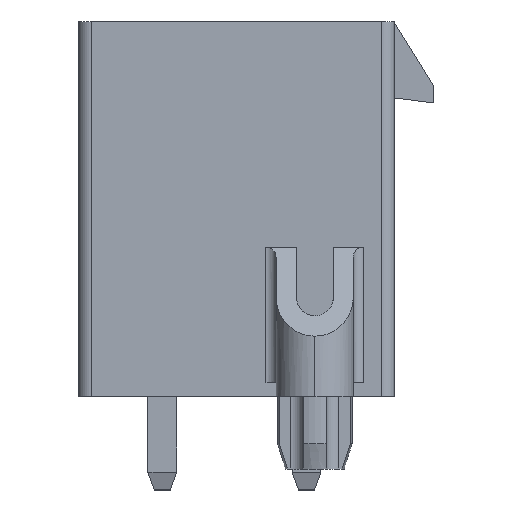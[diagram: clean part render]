
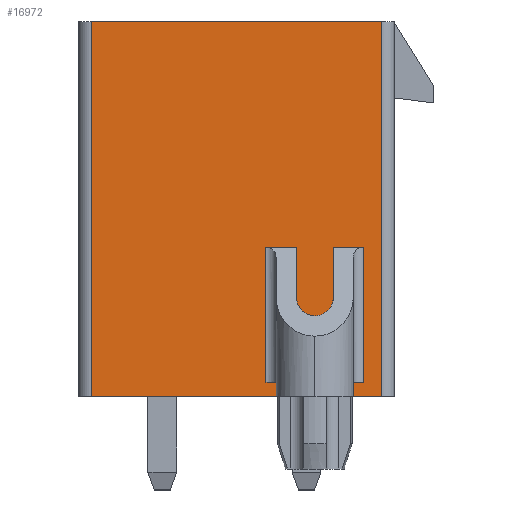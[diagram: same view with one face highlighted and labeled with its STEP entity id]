
A CAD part, left-side view. The second image highlights one B-rep face of the part: STEP entity #16972.
In plain terms, the highlighted face is planar.
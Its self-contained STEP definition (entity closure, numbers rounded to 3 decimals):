
#136=LINE('',#21640,#1716);
#142=LINE('',#21656,#1722);
#150=LINE('',#21681,#1730);
#157=LINE('',#21701,#1737);
#191=LINE('',#21851,#1771);
#196=LINE('',#21865,#1776);
#198=LINE('',#21869,#1778);
#202=LINE('',#21886,#1782);
#205=LINE('',#21895,#1785);
#499=LINE('',#22630,#2079);
#502=LINE('',#22643,#2082);
#604=LINE('',#22844,#2184);
#605=LINE('',#22845,#2185);
#606=LINE('',#22846,#2186);
#607=LINE('',#22847,#2187);
#608=LINE('',#22848,#2188);
#1716=VECTOR('',#18343,1000.);
#1722=VECTOR('',#18355,1000.);
#1730=VECTOR('',#18379,1000.);
#1737=VECTOR('',#18400,1000.);
#1771=VECTOR('',#18518,1000.);
#1776=VECTOR('',#18531,1000.);
#1778=VECTOR('',#18535,1000.);
#1782=VECTOR('',#18553,1000.);
#1785=VECTOR('',#18560,1000.);
#2079=VECTOR('',#19188,1000.);
#2082=VECTOR('',#19199,1000.);
#2184=VECTOR('',#19375,1000.);
#2185=VECTOR('',#19376,1000.);
#2186=VECTOR('',#19377,1000.);
#2187=VECTOR('',#19378,1000.);
#2188=VECTOR('',#19379,1000.);
#4163=ORIENTED_EDGE('',*,*,#6931,.F.);
#4164=ORIENTED_EDGE('',*,*,#7390,.T.);
#4165=ORIENTED_EDGE('',*,*,#6837,.T.);
#4166=ORIENTED_EDGE('',*,*,#6847,.T.);
#4167=ORIENTED_EDGE('',*,*,#7391,.T.);
#4168=ORIENTED_EDGE('',*,*,#7288,.T.);
#4169=ORIENTED_EDGE('',*,*,#7392,.F.);
#4170=ORIENTED_EDGE('',*,*,#7282,.F.);
#4171=ORIENTED_EDGE('',*,*,#7393,.T.);
#4172=ORIENTED_EDGE('',*,*,#6825,.F.);
#4173=ORIENTED_EDGE('',*,*,#6817,.T.);
#4174=ORIENTED_EDGE('',*,*,#7394,.F.);
#4175=ORIENTED_EDGE('',*,*,#6926,.F.);
#4176=ORIENTED_EDGE('',*,*,#6916,.F.);
#4177=ORIENTED_EDGE('',*,*,#6909,.F.);
#4178=ORIENTED_EDGE('',*,*,#6918,.T.);
#6817=EDGE_CURVE('',#8578,#8576,#136,.T.);
#6825=EDGE_CURVE('',#8578,#8584,#142,.T.);
#6837=EDGE_CURVE('',#8594,#8593,#150,.T.);
#6847=EDGE_CURVE('',#8593,#8599,#157,.T.);
#6909=EDGE_CURVE('',#8641,#8642,#191,.T.);
#6916=EDGE_CURVE('',#8642,#8646,#196,.T.);
#6918=EDGE_CURVE('',#8641,#8647,#198,.T.);
#6926=EDGE_CURVE('',#8646,#8654,#202,.T.);
#6931=EDGE_CURVE('',#8657,#8647,#205,.T.);
#7282=EDGE_CURVE('',#8899,#8900,#499,.T.);
#7288=EDGE_CURVE('',#8902,#8905,#502,.T.);
#7390=EDGE_CURVE('',#8657,#8594,#604,.T.);
#7391=EDGE_CURVE('',#8599,#8902,#605,.T.);
#7392=EDGE_CURVE('',#8900,#8905,#606,.T.);
#7393=EDGE_CURVE('',#8899,#8584,#607,.T.);
#7394=EDGE_CURVE('',#8654,#8576,#608,.T.);
#8576=VERTEX_POINT('',#21638);
#8578=VERTEX_POINT('',#21641);
#8584=VERTEX_POINT('',#21654);
#8593=VERTEX_POINT('',#21680);
#8594=VERTEX_POINT('',#21682);
#8599=VERTEX_POINT('',#21700);
#8641=VERTEX_POINT('',#21850);
#8642=VERTEX_POINT('',#21852);
#8646=VERTEX_POINT('',#21864);
#8647=VERTEX_POINT('',#21868);
#8654=VERTEX_POINT('',#21887);
#8657=VERTEX_POINT('',#21894);
#8899=VERTEX_POINT('',#22629);
#8900=VERTEX_POINT('',#22631);
#8902=VERTEX_POINT('',#22637);
#8905=VERTEX_POINT('',#22642);
#10026=EDGE_LOOP('',(#4163,#4164,#4165,#4166,#4167,#4168,#4169,#4170,#4171,
#4172,#4173,#4174,#4175,#4176,#4177,#4178));
#10769=FACE_BOUND('',#10026,.T.);
#11467=PLANE('',#17762);
#16972=ADVANCED_FACE('',(#10769),#11467,.T.);
#17762=AXIS2_PLACEMENT_3D('',#22843,#19373,#19374);
#18343=DIRECTION('',(0.,0.,-1.));
#18355=DIRECTION('',(0.,1.,0.));
#18379=DIRECTION('',(0.,0.,-1.));
#18400=DIRECTION('',(0.,1.,0.));
#18518=DIRECTION('',(0.,0.,-1.));
#18531=DIRECTION('',(0.,-1.,0.));
#18535=DIRECTION('',(0.,-1.,0.));
#18553=DIRECTION('',(0.,0.,-1.));
#18560=DIRECTION('',(0.,0.,-1.));
#19188=DIRECTION('',(0.,-1.,0.));
#19199=DIRECTION('',(0.,-1.,0.));
#19373=DIRECTION('',(1.,0.,0.));
#19374=DIRECTION('',(0.,0.,-1.));
#19375=DIRECTION('',(0.,1.,0.));
#19376=DIRECTION('',(0.,0.,1.));
#19377=DIRECTION('',(0.,0.,1.));
#19378=DIRECTION('',(0.,0.,1.));
#19379=DIRECTION('',(0.,1.,0.));
#21638=CARTESIAN_POINT('',(14.575,14.25,1.17));
#21640=CARTESIAN_POINT('',(14.575,14.25,2.62));
#21641=CARTESIAN_POINT('',(14.575,14.25,2.62));
#21654=CARTESIAN_POINT('',(14.575,14.8,2.62));
#21656=CARTESIAN_POINT('',(14.575,14.25,2.62));
#21680=CARTESIAN_POINT('',(14.575,14.25,3.57));
#21681=CARTESIAN_POINT('',(14.575,14.25,5.02));
#21682=CARTESIAN_POINT('',(14.575,14.25,5.02));
#21700=CARTESIAN_POINT('',(14.575,14.8,3.57));
#21701=CARTESIAN_POINT('',(14.575,14.25,3.57));
#21850=CARTESIAN_POINT('',(14.575,13.,3.825));
#21851=CARTESIAN_POINT('',(14.575,13.,3.825));
#21852=CARTESIAN_POINT('',(14.575,13.,2.375));
#21864=CARTESIAN_POINT('',(14.575,8.9,2.375));
#21865=CARTESIAN_POINT('',(14.575,13.,2.375));
#21868=CARTESIAN_POINT('',(14.575,8.9,3.825));
#21869=CARTESIAN_POINT('',(14.575,13.,3.825));
#21886=CARTESIAN_POINT('',(14.575,8.9,4.62));
#21887=CARTESIAN_POINT('',(14.575,8.9,1.17));
#21894=CARTESIAN_POINT('',(14.575,8.9,5.02));
#21895=CARTESIAN_POINT('',(14.575,8.9,4.62));
#22629=CARTESIAN_POINT('',(14.575,14.8,-5.74));
#22630=CARTESIAN_POINT('',(14.575,14.8,-5.74));
#22631=CARTESIAN_POINT('',(14.575,0.,-5.74));
#22637=CARTESIAN_POINT('',(14.575,14.8,5.74));
#22642=CARTESIAN_POINT('',(14.575,0.,5.74));
#22643=CARTESIAN_POINT('',(14.575,14.8,5.74));
#22843=CARTESIAN_POINT('',(14.575,14.8,-6.24));
#22844=CARTESIAN_POINT('',(14.575,14.8,5.02));
#22845=CARTESIAN_POINT('',(14.575,14.8,-6.24));
#22846=CARTESIAN_POINT('',(14.575,0.,-6.24));
#22847=CARTESIAN_POINT('',(14.575,14.8,-6.24));
#22848=CARTESIAN_POINT('',(14.575,8.9,1.17));
